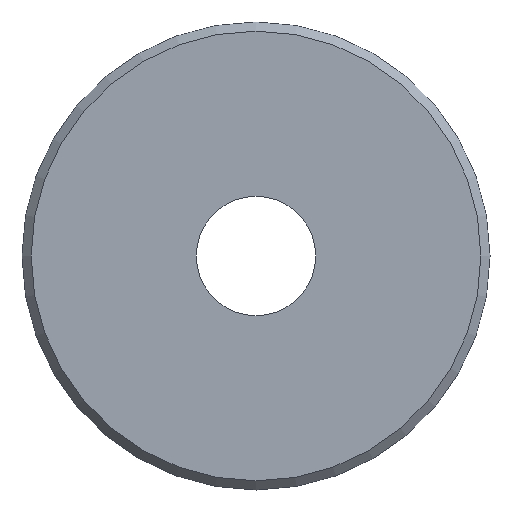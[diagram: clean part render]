
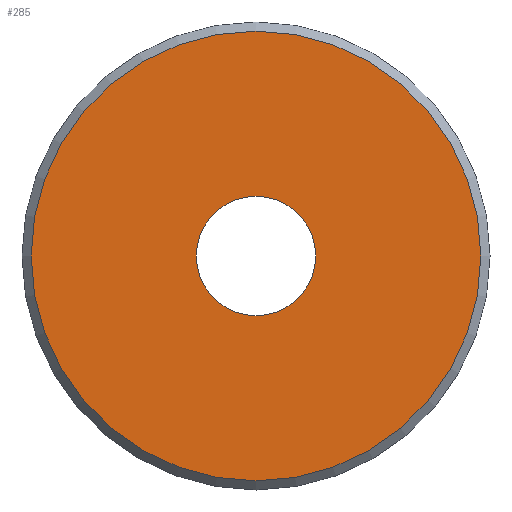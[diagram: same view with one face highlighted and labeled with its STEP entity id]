
A CAD part, front view. The second image highlights one B-rep face of the part: STEP entity #285.
In plain terms, the highlighted planar face has unit normal (0, -1, 0).
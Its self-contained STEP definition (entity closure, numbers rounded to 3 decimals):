
#3 = VERTEX_POINT ( 'NONE', #326 ) ;
#21 = CIRCLE ( 'NONE', #63, 12.25 ) ;
#22 = DIRECTION ( 'NONE',  ( 0., 0., 1. ) ) ;
#23 = FACE_BOUND ( 'NONE', #243, .T. ) ;
#48 = CARTESIAN_POINT ( 'NONE',  ( 0., 0., 3.25 ) ) ;
#51 = ORIENTED_EDGE ( 'NONE', *, *, #346, .T. ) ;
#60 = CIRCLE ( 'NONE', #104, 12.25 ) ;
#62 = ORIENTED_EDGE ( 'NONE', *, *, #344, .T. ) ;
#63 = AXIS2_PLACEMENT_3D ( 'NONE', #337, #260, #128 ) ;
#64 = DIRECTION ( 'NONE',  ( 0., 0., 1. ) ) ;
#65 = CARTESIAN_POINT ( 'NONE',  ( 0., 0., -12.25 ) ) ;
#76 = DIRECTION ( 'NONE',  ( 0., 0., 1. ) ) ;
#78 = CIRCLE ( 'NONE', #271, 3.25 ) ;
#84 = DIRECTION ( 'NONE',  ( 0., -1., 0. ) ) ;
#97 = EDGE_LOOP ( 'NONE', ( #62, #158 ) ) ;
#104 = AXIS2_PLACEMENT_3D ( 'NONE', #252, #84, #64 ) ;
#105 = AXIS2_PLACEMENT_3D ( 'NONE', #205, #201, #76 ) ;
#111 = ORIENTED_EDGE ( 'NONE', *, *, #220, .T. ) ;
#122 = VERTEX_POINT ( 'NONE', #65 ) ;
#123 = EDGE_CURVE ( 'NONE', #122, #3, #60, .T. ) ;
#128 = DIRECTION ( 'NONE',  ( 0., 0., 1. ) ) ;
#153 = FACE_OUTER_BOUND ( 'NONE', #97, .T. ) ;
#158 = ORIENTED_EDGE ( 'NONE', *, *, #123, .T. ) ;
#174 = CARTESIAN_POINT ( 'NONE',  ( 0., 0., 0. ) ) ;
#201 = DIRECTION ( 'NONE',  ( 0., 1., 0. ) ) ;
#205 = CARTESIAN_POINT ( 'NONE',  ( 0., 0., 0. ) ) ;
#220 = EDGE_CURVE ( 'NONE', #348, #295, #78, .T. ) ;
#241 = CIRCLE ( 'NONE', #253, 3.25 ) ;
#243 = EDGE_LOOP ( 'NONE', ( #51, #111 ) ) ;
#247 = CARTESIAN_POINT ( 'NONE',  ( 0., 0., 0. ) ) ;
#252 = CARTESIAN_POINT ( 'NONE',  ( 0., 0., 0. ) ) ;
#253 = AXIS2_PLACEMENT_3D ( 'NONE', #174, #255, #281 ) ;
#255 = DIRECTION ( 'NONE',  ( 0., 1., 0. ) ) ;
#257 = DIRECTION ( 'NONE',  ( 0., 1., 0. ) ) ;
#260 = DIRECTION ( 'NONE',  ( 0., -1., 0. ) ) ;
#271 = AXIS2_PLACEMENT_3D ( 'NONE', #247, #257, #22 ) ;
#281 = DIRECTION ( 'NONE',  ( 0., 0., 1. ) ) ;
#285 = ADVANCED_FACE ( 'NONE', ( #153, #23 ), #345, .F. ) ;
#295 = VERTEX_POINT ( 'NONE', #343 ) ;
#326 = CARTESIAN_POINT ( 'NONE',  ( 0., 0., 12.25 ) ) ;
#337 = CARTESIAN_POINT ( 'NONE',  ( 0., 0., 0. ) ) ;
#343 = CARTESIAN_POINT ( 'NONE',  ( 0., 0., -3.25 ) ) ;
#344 = EDGE_CURVE ( 'NONE', #3, #122, #21, .T. ) ;
#345 = PLANE ( 'NONE',  #105 ) ;
#346 = EDGE_CURVE ( 'NONE', #295, #348, #241, .T. ) ;
#348 = VERTEX_POINT ( 'NONE', #48 ) ;
